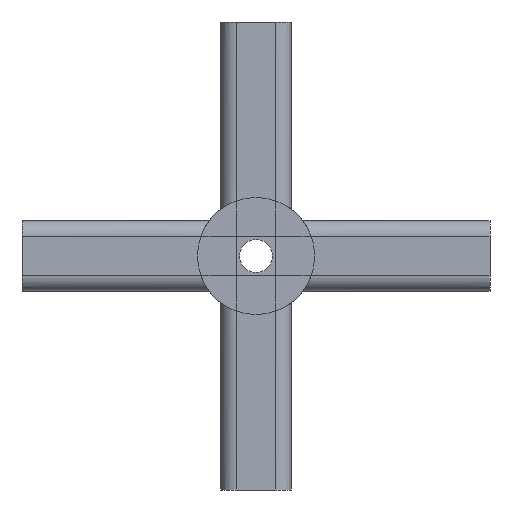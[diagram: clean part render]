
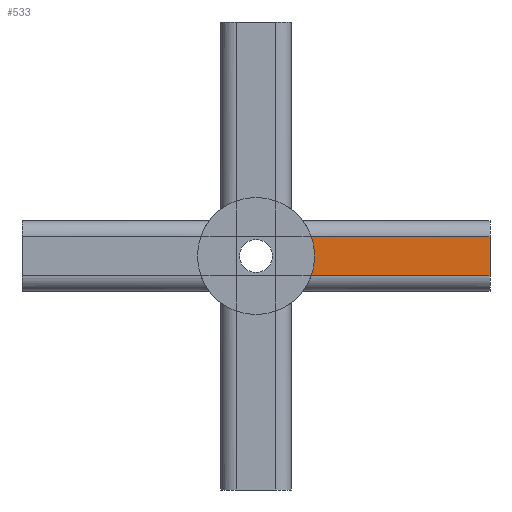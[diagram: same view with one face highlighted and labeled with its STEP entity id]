
A CAD part, front view. The second image highlights one B-rep face of the part: STEP entity #533.
In plain terms, the highlighted planar face has unit normal (0, -1, 0).
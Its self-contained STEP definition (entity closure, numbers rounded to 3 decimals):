
#194 = VERTEX_POINT('',#195);
#195 = CARTESIAN_POINT('',(7.071,-4.,2.5));
#226 = VERTEX_POINT('',#227);
#227 = CARTESIAN_POINT('',(30.,-4.,2.5));
#234 = EDGE_CURVE('',#194,#226,#235,.T.);
#235 = LINE('',#236,#237);
#236 = CARTESIAN_POINT('',(-30.,-4.,2.5));
#237 = VECTOR('',#238,1.);
#238 = DIRECTION('',(1.,0.,0.));
#249 = EDGE_CURVE('',#226,#250,#252,.T.);
#250 = VERTEX_POINT('',#251);
#251 = CARTESIAN_POINT('',(30.,-4.,-2.5));
#252 = LINE('',#253,#254);
#253 = CARTESIAN_POINT('',(30.,-4.,2.5));
#254 = VECTOR('',#255,1.);
#255 = DIRECTION('',(0.,0.,-1.));
#274 = VERTEX_POINT('',#275);
#275 = CARTESIAN_POINT('',(7.071,-4.,-2.5));
#304 = EDGE_CURVE('',#274,#250,#305,.T.);
#305 = LINE('',#306,#307);
#306 = CARTESIAN_POINT('',(-30.,-4.,-2.5));
#307 = VECTOR('',#308,1.);
#308 = DIRECTION('',(1.,0.,0.));
#533 = ADVANCED_FACE('',(#534),#555,.F.);
#534 = FACE_BOUND('',#535,.F.);
#535 = EDGE_LOOP('',(#536,#545,#546,#547,#548));
#536 = ORIENTED_EDGE('',*,*,#537,.T.);
#537 = EDGE_CURVE('',#538,#194,#540,.T.);
#538 = VERTEX_POINT('',#539);
#539 = CARTESIAN_POINT('',(7.5,-4.,0.));
#540 = CIRCLE('',#541,7.5);
#541 = AXIS2_PLACEMENT_3D('',#542,#543,#544);
#542 = CARTESIAN_POINT('',(0.,-4.,0.));
#543 = DIRECTION('',(0.,-1.,0.));
#544 = DIRECTION('',(1.,0.,0.));
#545 = ORIENTED_EDGE('',*,*,#234,.T.);
#546 = ORIENTED_EDGE('',*,*,#249,.T.);
#547 = ORIENTED_EDGE('',*,*,#304,.F.);
#548 = ORIENTED_EDGE('',*,*,#549,.T.);
#549 = EDGE_CURVE('',#274,#538,#550,.T.);
#550 = CIRCLE('',#551,7.5);
#551 = AXIS2_PLACEMENT_3D('',#552,#553,#554);
#552 = CARTESIAN_POINT('',(0.,-4.,0.));
#553 = DIRECTION('',(0.,-1.,0.));
#554 = DIRECTION('',(1.,0.,0.));
#555 = PLANE('',#556);
#556 = AXIS2_PLACEMENT_3D('',#557,#558,#559);
#557 = CARTESIAN_POINT('',(-30.,-4.,2.5));
#558 = DIRECTION('',(0.,1.,0.));
#559 = DIRECTION('',(0.,0.,-1.));
